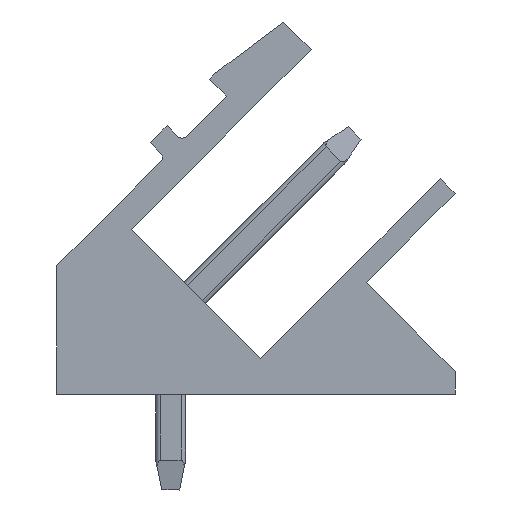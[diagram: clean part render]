
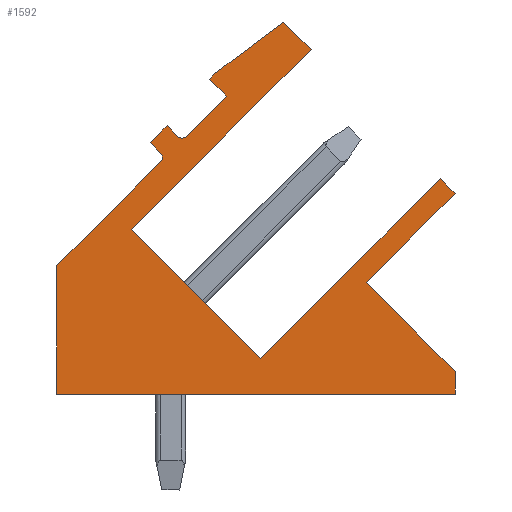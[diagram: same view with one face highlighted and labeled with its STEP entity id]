
A CAD part, left-side view. The second image highlights one B-rep face of the part: STEP entity #1592.
In plain terms, the highlighted planar face has unit normal (-1, 0, 0).
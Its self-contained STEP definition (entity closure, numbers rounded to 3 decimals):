
#771=AXIS2_PLACEMENT_3D('Circle Axis2P3D',#769,#770,$) ;
#895=AXIS2_PLACEMENT_3D('Circle Axis2P3D',#893,#894,$) ;
#1568=AXIS2_PLACEMENT_3D('Plane Axis2P3D',#1565,#1566,#1567) ;
#49=CARTESIAN_POINT('Vertex',(0.,6.505,4.385)) ;
#52=CARTESIAN_POINT('Line Origine',(0.,3.5,7.39)) ;
#56=CARTESIAN_POINT('Vertex',(0.,0.495,10.395)) ;
#87=CARTESIAN_POINT('Vertex',(0.,10.819,8.698)) ;
#90=CARTESIAN_POINT('Line Origine',(0.,8.662,6.541)) ;
#580=CARTESIAN_POINT('Vertex',(0.,4.808,14.708)) ;
#583=CARTESIAN_POINT('Line Origine',(0.,7.814,11.703)) ;
#611=CARTESIAN_POINT('Vertex',(0.,5.728,15.628)) ;
#614=CARTESIAN_POINT('Line Origine',(0.,5.268,15.168)) ;
#642=CARTESIAN_POINT('Vertex',(0.,7.99,13.931)) ;
#645=CARTESIAN_POINT('Line Origine',(0.,6.859,14.779)) ;
#673=CARTESIAN_POINT('Vertex',(0.,8.202,13.718)) ;
#676=CARTESIAN_POINT('Line Origine',(0.,8.096,13.824)) ;
#704=CARTESIAN_POINT('Vertex',(0.,7.637,13.153)) ;
#707=CARTESIAN_POINT('Line Origine',(0.,7.92,13.436)) ;
#735=CARTESIAN_POINT('Vertex',(0.,8.98,11.809)) ;
#738=CARTESIAN_POINT('Line Origine',(0.,8.309,12.481)) ;
#766=CARTESIAN_POINT('Vertex',(0.,9.263,11.809)) ;
#769=CARTESIAN_POINT('Axis2P3D Location',(0.,9.122,11.951)) ;
#797=CARTESIAN_POINT('Vertex',(0.,9.617,12.163)) ;
#800=CARTESIAN_POINT('Line Origine',(0.,9.44,11.986)) ;
#828=CARTESIAN_POINT('Vertex',(0.,10.182,11.597)) ;
#831=CARTESIAN_POINT('Line Origine',(0.,9.899,11.88)) ;
#859=CARTESIAN_POINT('Vertex',(0.,9.829,11.244)) ;
#862=CARTESIAN_POINT('Line Origine',(0.,10.006,11.42)) ;
#890=CARTESIAN_POINT('Vertex',(0.,9.829,10.961)) ;
#893=CARTESIAN_POINT('Axis2P3D Location',(0.,9.97,11.102)) ;
#916=CARTESIAN_POINT('Vertex',(0.,13.3,7.489)) ;
#919=CARTESIAN_POINT('Line Origine',(0.,11.564,9.225)) ;
#947=CARTESIAN_POINT('Vertex',(0.,13.3,3.2)) ;
#950=CARTESIAN_POINT('Line Origine',(0.,13.3,5.345)) ;
#978=CARTESIAN_POINT('Vertex',(0.,0.,3.2)) ;
#981=CARTESIAN_POINT('Line Origine',(0.,6.65,3.2)) ;
#1471=CARTESIAN_POINT('Vertex',(0.,0.,3.96)) ;
#1474=CARTESIAN_POINT('Line Origine',(0.,0.,3.58)) ;
#1502=CARTESIAN_POINT('Vertex',(0.,2.97,6.93)) ;
#1505=CARTESIAN_POINT('Line Origine',(0.,1.485,5.445)) ;
#1533=CARTESIAN_POINT('Vertex',(0.,0.,9.9)) ;
#1536=CARTESIAN_POINT('Line Origine',(0.,1.485,8.415)) ;
#1553=CARTESIAN_POINT('Line Origine',(0.,0.247,10.147)) ;
#1565=CARTESIAN_POINT('Axis2P3D Location',(0.,0.,0.)) ;
#53=DIRECTION('Vector Direction',(0.,0.707,-0.707)) ;
#91=DIRECTION('Vector Direction',(0.,-0.707,-0.707)) ;
#584=DIRECTION('Vector Direction',(0.,-0.707,0.707)) ;
#615=DIRECTION('Vector Direction',(0.,-0.707,-0.707)) ;
#646=DIRECTION('Vector Direction',(0.,-0.8,0.6)) ;
#677=DIRECTION('Vector Direction',(0.,-0.707,0.707)) ;
#708=DIRECTION('Vector Direction',(0.,0.707,0.707)) ;
#739=DIRECTION('Vector Direction',(0.,-0.707,0.707)) ;
#770=DIRECTION('Axis2P3D Direction',(-1.,0.,0.)) ;
#801=DIRECTION('Vector Direction',(0.,-0.707,-0.707)) ;
#832=DIRECTION('Vector Direction',(0.,-0.707,0.707)) ;
#863=DIRECTION('Vector Direction',(0.,0.707,0.707)) ;
#894=DIRECTION('Axis2P3D Direction',(-1.,0.,0.)) ;
#920=DIRECTION('Vector Direction',(0.,-0.707,0.707)) ;
#951=DIRECTION('Vector Direction',(0.,0.,1.)) ;
#982=DIRECTION('Vector Direction',(0.,1.,0.)) ;
#1475=DIRECTION('Vector Direction',(0.,0.,-1.)) ;
#1506=DIRECTION('Vector Direction',(0.,-0.707,-0.707)) ;
#1537=DIRECTION('Vector Direction',(0.,0.707,-0.707)) ;
#1554=DIRECTION('Vector Direction',(0.,-0.707,-0.707)) ;
#1566=DIRECTION('Axis2P3D Direction',(-1.,0.,0.)) ;
#1567=DIRECTION('Axis2P3D XDirection',(0.,0.,1.)) ;
#54=VECTOR('Line Direction',#53,1.) ;
#92=VECTOR('Line Direction',#91,1.) ;
#585=VECTOR('Line Direction',#584,1.) ;
#616=VECTOR('Line Direction',#615,1.) ;
#647=VECTOR('Line Direction',#646,1.) ;
#678=VECTOR('Line Direction',#677,1.) ;
#709=VECTOR('Line Direction',#708,1.) ;
#740=VECTOR('Line Direction',#739,1.) ;
#802=VECTOR('Line Direction',#801,1.) ;
#833=VECTOR('Line Direction',#832,1.) ;
#864=VECTOR('Line Direction',#863,1.) ;
#921=VECTOR('Line Direction',#920,1.) ;
#952=VECTOR('Line Direction',#951,1.) ;
#983=VECTOR('Line Direction',#982,1.) ;
#1476=VECTOR('Line Direction',#1475,1.) ;
#1507=VECTOR('Line Direction',#1506,1.) ;
#1538=VECTOR('Line Direction',#1537,1.) ;
#1555=VECTOR('Line Direction',#1554,1.) ;
#1571=ORIENTED_EDGE('',*,*,#58,.T.) ;
#1572=ORIENTED_EDGE('',*,*,#94,.T.) ;
#1573=ORIENTED_EDGE('',*,*,#587,.T.) ;
#1574=ORIENTED_EDGE('',*,*,#618,.T.) ;
#1575=ORIENTED_EDGE('',*,*,#649,.T.) ;
#1576=ORIENTED_EDGE('',*,*,#680,.T.) ;
#1577=ORIENTED_EDGE('',*,*,#711,.T.) ;
#1578=ORIENTED_EDGE('',*,*,#742,.T.) ;
#1579=ORIENTED_EDGE('',*,*,#773,.T.) ;
#1580=ORIENTED_EDGE('',*,*,#804,.T.) ;
#1581=ORIENTED_EDGE('',*,*,#835,.T.) ;
#1582=ORIENTED_EDGE('',*,*,#866,.T.) ;
#1583=ORIENTED_EDGE('',*,*,#897,.T.) ;
#1584=ORIENTED_EDGE('',*,*,#923,.T.) ;
#1585=ORIENTED_EDGE('',*,*,#954,.T.) ;
#1586=ORIENTED_EDGE('',*,*,#985,.T.) ;
#1587=ORIENTED_EDGE('',*,*,#1478,.T.) ;
#1588=ORIENTED_EDGE('',*,*,#1509,.T.) ;
#1589=ORIENTED_EDGE('',*,*,#1540,.T.) ;
#1590=ORIENTED_EDGE('',*,*,#1557,.T.) ;
#1592=ADVANCED_FACE('Housing',(#1591),#1569,.T.) ;
#772=CIRCLE('generated circle',#771,0.2) ;
#896=CIRCLE('generated circle',#895,0.2) ;
#58=EDGE_CURVE('',#57,#50,#55,.T.) ;
#94=EDGE_CURVE('',#50,#88,#93,.F.) ;
#587=EDGE_CURVE('',#88,#581,#586,.T.) ;
#618=EDGE_CURVE('',#581,#612,#617,.F.) ;
#649=EDGE_CURVE('',#612,#643,#648,.F.) ;
#680=EDGE_CURVE('',#643,#674,#679,.F.) ;
#711=EDGE_CURVE('',#674,#705,#710,.F.) ;
#742=EDGE_CURVE('',#705,#736,#741,.F.) ;
#773=EDGE_CURVE('',#736,#767,#772,.F.) ;
#804=EDGE_CURVE('',#767,#798,#803,.F.) ;
#835=EDGE_CURVE('',#798,#829,#834,.F.) ;
#866=EDGE_CURVE('',#829,#860,#865,.F.) ;
#897=EDGE_CURVE('',#860,#891,#896,.F.) ;
#923=EDGE_CURVE('',#891,#917,#922,.F.) ;
#954=EDGE_CURVE('',#917,#948,#953,.F.) ;
#985=EDGE_CURVE('',#948,#979,#984,.F.) ;
#1478=EDGE_CURVE('',#979,#1472,#1477,.F.) ;
#1509=EDGE_CURVE('',#1472,#1503,#1508,.F.) ;
#1540=EDGE_CURVE('',#1503,#1534,#1539,.F.) ;
#1557=EDGE_CURVE('',#1534,#57,#1556,.F.) ;
#1570=EDGE_LOOP('',(#1571,#1572,#1573,#1574,#1575,#1576,#1577,#1578,#1579,#1580,#1581,#1582,#1583,#1584,#1585,#1586,#1587,#1588,#1589,#1590)) ;
#1591=FACE_OUTER_BOUND('',#1570,.T.) ;
#55=LINE('Line',#52,#54) ;
#93=LINE('Line',#90,#92) ;
#586=LINE('Line',#583,#585) ;
#617=LINE('Line',#614,#616) ;
#648=LINE('Line',#645,#647) ;
#679=LINE('Line',#676,#678) ;
#710=LINE('Line',#707,#709) ;
#741=LINE('Line',#738,#740) ;
#803=LINE('Line',#800,#802) ;
#834=LINE('Line',#831,#833) ;
#865=LINE('Line',#862,#864) ;
#922=LINE('Line',#919,#921) ;
#953=LINE('Line',#950,#952) ;
#984=LINE('Line',#981,#983) ;
#1477=LINE('Line',#1474,#1476) ;
#1508=LINE('Line',#1505,#1507) ;
#1539=LINE('Line',#1536,#1538) ;
#1556=LINE('Line',#1553,#1555) ;
#1569=PLANE('',#1568) ;
#50=VERTEX_POINT('',#49) ;
#57=VERTEX_POINT('',#56) ;
#88=VERTEX_POINT('',#87) ;
#581=VERTEX_POINT('',#580) ;
#612=VERTEX_POINT('',#611) ;
#643=VERTEX_POINT('',#642) ;
#674=VERTEX_POINT('',#673) ;
#705=VERTEX_POINT('',#704) ;
#736=VERTEX_POINT('',#735) ;
#767=VERTEX_POINT('',#766) ;
#798=VERTEX_POINT('',#797) ;
#829=VERTEX_POINT('',#828) ;
#860=VERTEX_POINT('',#859) ;
#891=VERTEX_POINT('',#890) ;
#917=VERTEX_POINT('',#916) ;
#948=VERTEX_POINT('',#947) ;
#979=VERTEX_POINT('',#978) ;
#1472=VERTEX_POINT('',#1471) ;
#1503=VERTEX_POINT('',#1502) ;
#1534=VERTEX_POINT('',#1533) ;
